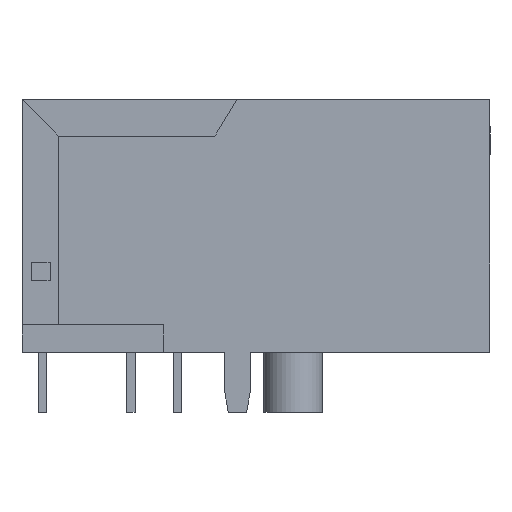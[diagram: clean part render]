
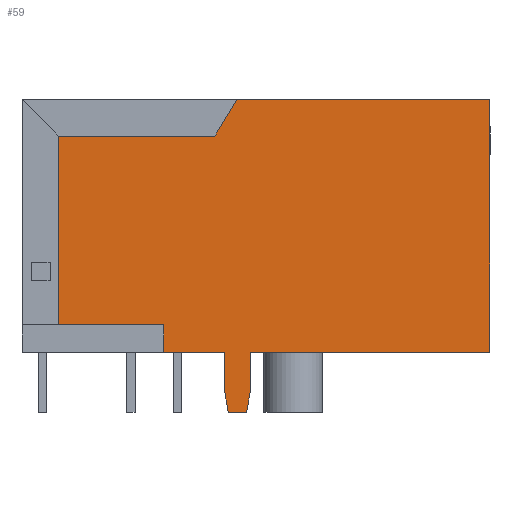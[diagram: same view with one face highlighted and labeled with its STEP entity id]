
A CAD part, left-side view. The second image highlights one B-rep face of the part: STEP entity #59.
In plain terms, the highlighted planar face has unit normal (-1, 0, 0).
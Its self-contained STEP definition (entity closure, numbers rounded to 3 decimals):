
#59=ADVANCED_FACE($,(#292),#3010,.T.);
#292=FACE_OUTER_BOUND($,#540,.T.);
#540=EDGE_LOOP($,(#867,#868,#869,#870,#871,#872,#873,#874,#875,#876,#877,
#878,#879,#880));
#867=ORIENTED_EDGE($,*,*,#2059,.T.);
#868=ORIENTED_EDGE($,*,*,#2056,.T.);
#869=ORIENTED_EDGE($,*,*,#2057,.T.);
#870=ORIENTED_EDGE($,*,*,#2055,.T.);
#871=ORIENTED_EDGE($,*,*,#2058,.T.);
#872=ORIENTED_EDGE($,*,*,#2045,.F.);
#873=ORIENTED_EDGE($,*,*,#2062,.T.);
#874=ORIENTED_EDGE($,*,*,#2063,.T.);
#875=ORIENTED_EDGE($,*,*,#2064,.T.);
#876=ORIENTED_EDGE($,*,*,#2065,.T.);
#877=ORIENTED_EDGE($,*,*,#2054,.F.);
#878=ORIENTED_EDGE($,*,*,#2060,.T.);
#879=ORIENTED_EDGE($,*,*,#2061,.T.);
#880=ORIENTED_EDGE($,*,*,#2046,.F.);
#2045=EDGE_CURVE($,#2648,#2640,#3281,.T.);
#2046=EDGE_CURVE($,#2643,#2646,#3282,.T.);
#2054=EDGE_CURVE($,#2656,#2657,#3290,.T.);
#2055=EDGE_CURVE($,#2658,#2659,#3291,.T.);
#2056=EDGE_CURVE($,#2660,#2661,#3292,.T.);
#2057=EDGE_CURVE($,#2661,#2658,#3293,.T.);
#2058=EDGE_CURVE($,#2659,#2640,#3294,.T.);
#2059=EDGE_CURVE($,#2643,#2660,#3295,.T.);
#2060=EDGE_CURVE($,#2656,#2662,#3296,.T.);
#2061=EDGE_CURVE($,#2662,#2646,#3297,.T.);
#2062=EDGE_CURVE($,#2648,#2663,#3298,.T.);
#2063=EDGE_CURVE($,#2663,#2664,#3299,.T.);
#2064=EDGE_CURVE($,#2664,#2665,#3300,.T.);
#2065=EDGE_CURVE($,#2665,#2657,#3301,.T.);
#2640=VERTEX_POINT($,#7237);
#2643=VERTEX_POINT($,#7240);
#2646=VERTEX_POINT($,#7243);
#2648=VERTEX_POINT($,#7245);
#2656=VERTEX_POINT($,#7253);
#2657=VERTEX_POINT($,#7254);
#2658=VERTEX_POINT($,#7255);
#2659=VERTEX_POINT($,#7256);
#2660=VERTEX_POINT($,#7257);
#2661=VERTEX_POINT($,#7258);
#2662=VERTEX_POINT($,#7259);
#2663=VERTEX_POINT($,#7260);
#2664=VERTEX_POINT($,#7261);
#2665=VERTEX_POINT($,#7262);
#3010=PLANE($,#3844);
#3281=B_SPLINE_CURVE_WITH_KNOTS($,1,(#4416,#4417),.UNSPECIFIED.,.F.,.F.,
(2,2),(-0.517,0.),.UNSPECIFIED.);
#3282=B_SPLINE_CURVE_WITH_KNOTS($,1,(#4418,#4419),.UNSPECIFIED.,.F.,.F.,
(2,2),(-0.131,0.),.UNSPECIFIED.);
#3290=B_SPLINE_CURVE_WITH_KNOTS($,1,(#4434,#4435),.UNSPECIFIED.,.F.,.F.,
(2,2),(-0.407,0.),.UNSPECIFIED.);
#3291=B_SPLINE_CURVE_WITH_KNOTS($,1,(#4436,#4437),.UNSPECIFIED.,.F.,.F.,
(2,2),(0.,0.045),.UNSPECIFIED.);
#3292=B_SPLINE_CURVE_WITH_KNOTS($,1,(#4438,#4439),.UNSPECIFIED.,.F.,.F.,
(2,2),(0.,0.045),.UNSPECIFIED.);
#3293=B_SPLINE_CURVE_WITH_KNOTS($,1,(#4440,#4441),.UNSPECIFIED.,.F.,.F.,
(2,2),(-0.039,0.),.UNSPECIFIED.);
#3294=B_SPLINE_CURVE_WITH_KNOTS($,1,(#4442,#4443),.UNSPECIFIED.,.F.,.F.,
(2,2),(0.,0.085),.UNSPECIFIED.);
#3295=B_SPLINE_CURVE_WITH_KNOTS($,1,(#4444,#4445),.UNSPECIFIED.,.F.,.F.,
(2,2),(-0.085,0.),.UNSPECIFIED.);
#3296=B_SPLINE_CURVE_WITH_KNOTS($,1,(#4446,#4447),.UNSPECIFIED.,.F.,.F.,
(2,2),(0.,0.227),.UNSPECIFIED.);
#3297=B_SPLINE_CURVE_WITH_KNOTS($,1,(#4448,#4449),.UNSPECIFIED.,.F.,.F.,
(2,2),(0.,0.059),.UNSPECIFIED.);
#3298=B_SPLINE_CURVE_WITH_KNOTS($,1,(#4450,#4451),.UNSPECIFIED.,.F.,.F.,
(2,2),(-0.545,0.),.UNSPECIFIED.);
#3299=B_SPLINE_CURVE_WITH_KNOTS($,1,(#4452,#4453),.UNSPECIFIED.,.F.,.F.,
(2,2),(-0.546,0.),.UNSPECIFIED.);
#3300=B_SPLINE_CURVE_WITH_KNOTS($,1,(#4454,#4455),.UNSPECIFIED.,.F.,.F.,
(2,2),(0.,0.092),.UNSPECIFIED.);
#3301=B_SPLINE_CURVE_WITH_KNOTS($,1,(#4456,#4457),.UNSPECIFIED.,.F.,.F.,
(2,2),(0.,0.337),.UNSPECIFIED.);
#3844=AXIS2_PLACEMENT_3D($,#6186,#4052,$);
#4052=DIRECTION($,(-1.,0.,0.));
#4416=CARTESIAN_POINT($,(-8.25,-10.79,0.));
#4417=CARTESIAN_POINT($,(-8.25,2.35,0.));
#4418=CARTESIAN_POINT($,(-8.25,3.75,0.));
#4419=CARTESIAN_POINT($,(-8.25,7.089,0.));
#4434=CARTESIAN_POINT($,(-8.25,12.86,1.5));
#4435=CARTESIAN_POINT($,(-8.25,12.86,11.85));
#4436=CARTESIAN_POINT($,(-8.25,2.55,-3.3));
#4437=CARTESIAN_POINT($,(-8.25,2.35,-2.166));
#4438=CARTESIAN_POINT($,(-8.25,3.75,-2.166));
#4439=CARTESIAN_POINT($,(-8.25,3.55,-3.3));
#4440=CARTESIAN_POINT($,(-8.25,3.55,-3.3));
#4441=CARTESIAN_POINT($,(-8.25,2.55,-3.3));
#4442=CARTESIAN_POINT($,(-8.25,2.35,-2.166));
#4443=CARTESIAN_POINT($,(-8.25,2.35,0.));
#4444=CARTESIAN_POINT($,(-8.25,3.75,0.));
#4445=CARTESIAN_POINT($,(-8.25,3.75,-2.166));
#4446=CARTESIAN_POINT($,(-8.25,12.86,1.5));
#4447=CARTESIAN_POINT($,(-8.25,7.089,1.5));
#4448=CARTESIAN_POINT($,(-8.25,7.089,1.5));
#4449=CARTESIAN_POINT($,(-8.25,7.089,0.));
#4450=CARTESIAN_POINT($,(-8.25,-10.79,0.));
#4451=CARTESIAN_POINT($,(-8.25,-10.79,13.85));
#4452=CARTESIAN_POINT($,(-8.25,-10.79,13.85));
#4453=CARTESIAN_POINT($,(-8.25,3.075,13.85));
#4454=CARTESIAN_POINT($,(-8.25,3.075,13.85));
#4455=CARTESIAN_POINT($,(-8.25,4.288,11.85));
#4456=CARTESIAN_POINT($,(-8.25,4.288,11.85));
#4457=CARTESIAN_POINT($,(-8.25,12.86,11.85));
#6186=CARTESIAN_POINT($,(-8.25,12.86,-3.3));
#7237=CARTESIAN_POINT($,(-8.25,2.35,0.));
#7240=CARTESIAN_POINT($,(-8.25,3.75,0.));
#7243=CARTESIAN_POINT($,(-8.25,7.089,0.));
#7245=CARTESIAN_POINT($,(-8.25,-10.79,0.));
#7253=CARTESIAN_POINT($,(-8.25,12.86,1.5));
#7254=CARTESIAN_POINT($,(-8.25,12.86,11.85));
#7255=CARTESIAN_POINT($,(-8.25,2.55,-3.3));
#7256=CARTESIAN_POINT($,(-8.25,2.35,-2.166));
#7257=CARTESIAN_POINT($,(-8.25,3.75,-2.166));
#7258=CARTESIAN_POINT($,(-8.25,3.55,-3.3));
#7259=CARTESIAN_POINT($,(-8.25,7.089,1.5));
#7260=CARTESIAN_POINT($,(-8.25,-10.79,13.85));
#7261=CARTESIAN_POINT($,(-8.25,3.075,13.85));
#7262=CARTESIAN_POINT($,(-8.25,4.288,11.85));
